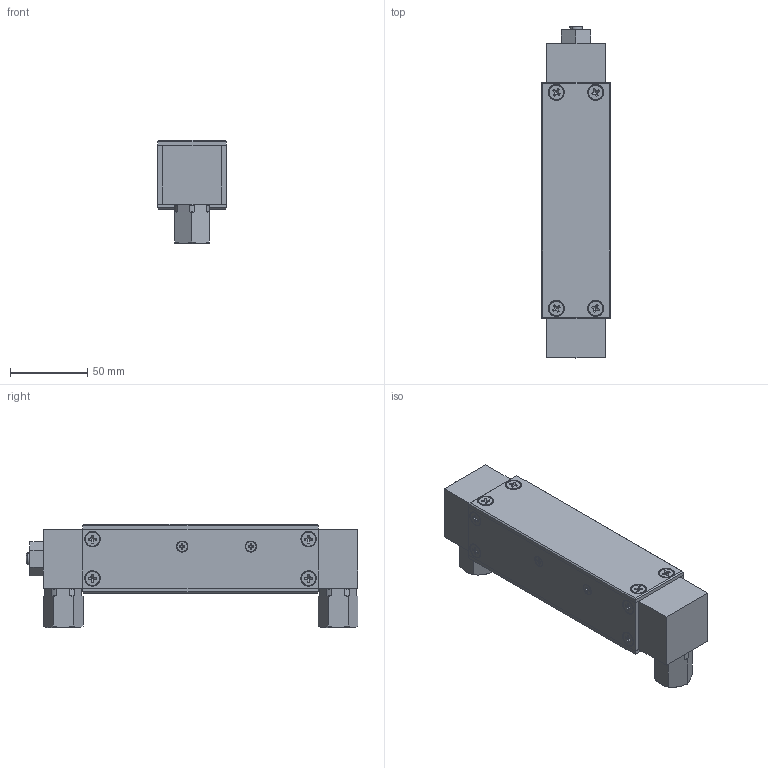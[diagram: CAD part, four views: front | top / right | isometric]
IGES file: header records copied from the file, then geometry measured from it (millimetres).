
Start section: SolidWorks IGES file using analytic representation for surfaces
Global section: file name: 1358F-4-A-1.IGS; native system: SolidWorks 2020; preprocessor: SolidWorks 2020; author: CRaksin; date: 220214.155033; units: inch
Bounding box: 44.45 x 214.51 x 66.67 mm (x, y, z)
Surface area: 95140.8 mm2 (no closed solid volume)
Topology: 0 solids, 0 shells, 967 faces, 11618 edges, 11554 vertices
Faces by surface type: bspline 498, revolution 469
